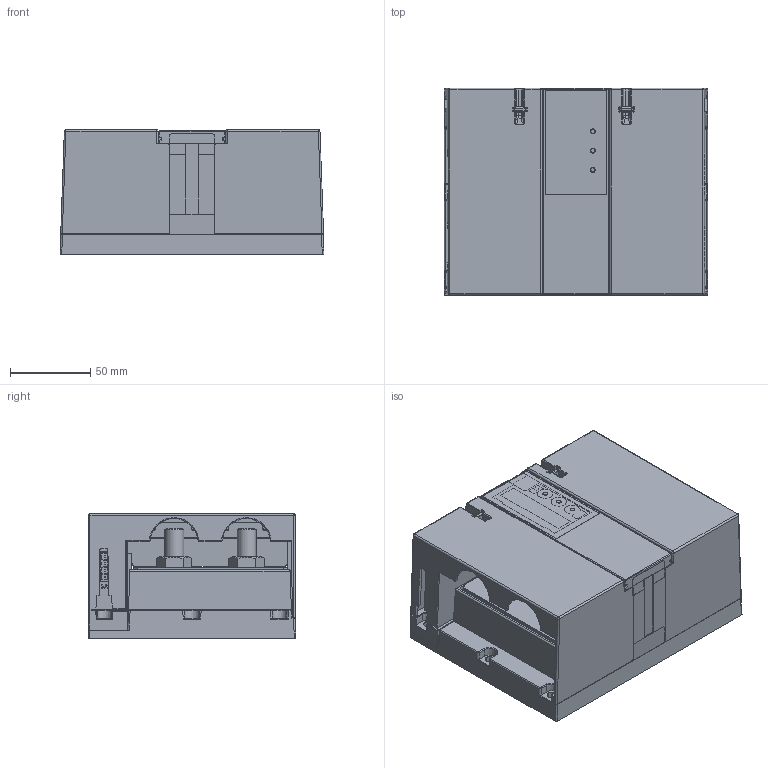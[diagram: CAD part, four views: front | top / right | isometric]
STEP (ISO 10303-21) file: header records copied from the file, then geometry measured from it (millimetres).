
FILE_DESCRIPTION(/* description */ (''),/* implementation_level */ '2;1');
FILE_NAME(/* name */ 'FILE_STP_CAD_DRAWING_3D_DMED4D1500_prt.stp',/* time_stamp */ '2025-01-08T10:12:29+01:00',/* author */ (''),/* organization */ (''),/* preprocessor_version */ 'ST-DEVELOPER v16.7',/* originating_system */ 'SIEMENS PLM Software NX 12.0',/* authorisation */ '');
FILE_SCHEMA (('AUTOMOTIVE_DESIGN { 1 0 10303 214 3 1 1 1 }'));
Products named in the file (1): 3D_DMED4D1500
Bounding box: 164.1 x 129.3 x 77.52 mm (x, y, z)
Surface area: 220257.2 mm2 (no closed solid volume)
Topology: 0 solids, 246 shells, 1791 faces, 6903 edges, 5199 vertices
Faces by surface type: plane 690, cylinder 552, bspline 190, cone 131, torus 79, sphere 75, extrusion 74
Full cylindrical faces by diameter (mm): 0.08 x3, 2.4 x2, 3.46 x4, 11.732 x4
Entity records: 85323 total; most frequent: CARTESIAN_POINT 28122, DIRECTION 11121, ORIENTED_EDGE 10052, EDGE_CURVE 6832, VERTEX_POINT 5189, VECTOR 3879, LINE 3805, AXIS2_PLACEMENT_3D 3621
